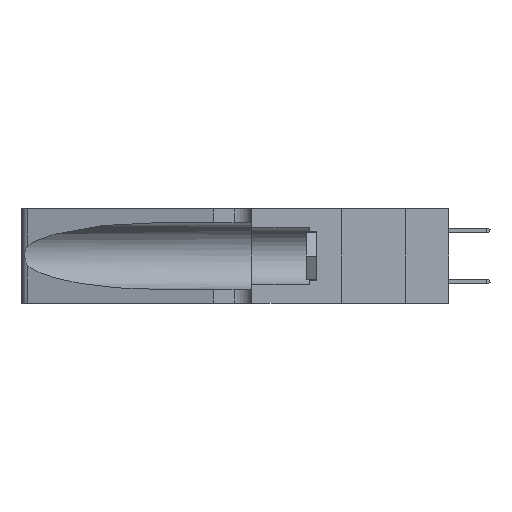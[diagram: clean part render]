
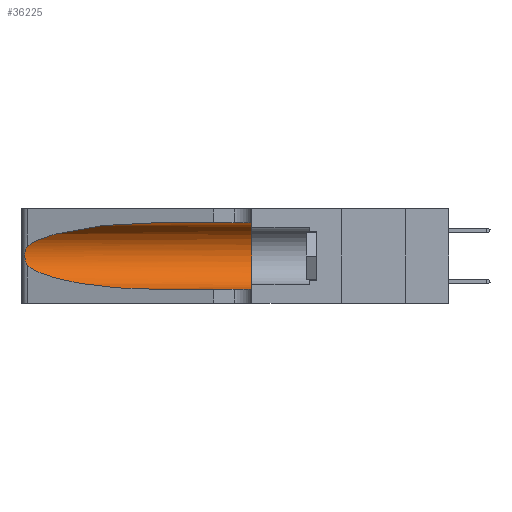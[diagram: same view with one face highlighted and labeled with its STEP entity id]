
A CAD part, left-side view. The second image highlights one B-rep face of the part: STEP entity #36225.
In plain terms, the highlighted cylindrical face has radius 3.308 mm (diameter 6.617 mm), a partial arc.
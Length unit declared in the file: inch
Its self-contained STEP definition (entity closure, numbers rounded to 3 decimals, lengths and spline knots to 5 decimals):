
#191 = DIRECTION ( 'NONE',  ( 0., -1., 0. ) ) ;
#237 =( BOUNDED_CURVE ( )  B_SPLINE_CURVE ( 3, ( #24996, #30797, #13287, #33733 ),
 .UNSPECIFIED., .F., .F. ) 
 B_SPLINE_CURVE_WITH_KNOTS ( ( 4, 4 ),
 ( 1.5708, 2.84003 ),
 .UNSPECIFIED. ) 
 CURVE ( )  GEOMETRIC_REPRESENTATION_ITEM ( )  RATIONAL_B_SPLINE_CURVE ( ( 1., 0.87, 0.87, 1. ) ) 
 REPRESENTATION_ITEM ( '' )  );
#1311 = EDGE_CURVE ( 'NONE', #19245, #4947, #237, .T. ) ;
#1539 = DIRECTION ( 'NONE',  ( 0., 0., 1. ) ) ;
#2085 = CARTESIAN_POINT ( 'NONE',  ( 0.26075, 1.23896, 0.19203 ) ) ;
#3245 = CARTESIAN_POINT ( 'NONE',  ( 0.25487, 1.22718, 0.22369 ) ) ;
#4324 =( BOUNDED_CURVE ( )  B_SPLINE_CURVE ( 3, ( #15259, #26911, #29810, #35639 ),
 .UNSPECIFIED., .F., .F. ) 
 B_SPLINE_CURVE_WITH_KNOTS ( ( 4, 4 ),
 ( 3.44316, 4.71239 ),
 .UNSPECIFIED. ) 
 CURVE ( )  GEOMETRIC_REPRESENTATION_ITEM ( )  RATIONAL_B_SPLINE_CURVE ( ( 1., 0.87, 0.87, 1. ) ) 
 REPRESENTATION_ITEM ( '' )  );
#4947 = VERTEX_POINT ( 'NONE', #3245 ) ;
#4953 = CARTESIAN_POINT ( 'NONE',  ( 0.25555, 1.22994, 0.2215 ) ) ;
#5069 = CARTESIAN_POINT ( 'NONE',  ( 0.1305, 0.72297, 0.31525 ) ) ;
#5086 = CARTESIAN_POINT ( 'NONE',  ( 0.26017, 1.23833, 0.17102 ) ) ;
#5210 = EDGE_CURVE ( 'NONE', #11631, #32137, #21002, .T. ) ;
#5425 = ORIENTED_EDGE ( 'NONE', *, *, #13391, .F. ) ;
#6043 = LINE ( 'NONE', #35352, #36229 ) ;
#6564 = CARTESIAN_POINT ( 'NONE',  ( 0.1305, 1.61858, 0.185 ) ) ;
#8043 = CARTESIAN_POINT ( 'NONE',  ( 0.25789, 1.23486, 0.15765 ) ) ;
#8499 = CARTESIAN_POINT ( 'NONE',  ( 0.1305, 1.61858, 0.31525 ) ) ;
#9267 = EDGE_CURVE ( 'NONE', #37348, #11451, #4324, .T. ) ;
#11020 = CARTESIAN_POINT ( 'NONE',  ( 0.25555, 1.22993, 0.14849 ) ) ;
#11451 = VERTEX_POINT ( 'NONE', #13181 ) ;
#11473 = DIRECTION ( 'NONE',  ( 0., -1., 0. ) ) ;
#11631 = VERTEX_POINT ( 'NONE', #22848 ) ;
#11975 = AXIS2_PLACEMENT_3D ( 'NONE', #6564, #24159, #32788 ) ;
#12654 = EDGE_CURVE ( 'NONE', #4947, #37348, #35512, .T. ) ;
#13181 = CARTESIAN_POINT ( 'NONE',  ( 0.1305, 0.72297, 0.05475 ) ) ;
#13287 = CARTESIAN_POINT ( 'NONE',  ( 0.2373, 1.15595, 0.28018 ) ) ;
#13391 = EDGE_CURVE ( 'NONE', #19245, #11631, #22046, .T. ) ;
#13565 = AXIS2_PLACEMENT_3D ( 'NONE', #36642, #19227, #1539 ) ;
#15259 = CARTESIAN_POINT ( 'NONE',  ( 0.25487, 1.22718, 0.14631 ) ) ;
#15742 = FACE_OUTER_BOUND ( 'NONE', #24093, .T. ) ;
#16814 = CARTESIAN_POINT ( 'NONE',  ( 0.25787, 1.23484, 0.2124 ) ) ;
#18151 = EDGE_CURVE ( 'NONE', #11451, #32137, #6043, .T. ) ;
#19227 = DIRECTION ( 'NONE',  ( 0., 1., 0. ) ) ;
#19245 = VERTEX_POINT ( 'NONE', #5069 ) ;
#19776 = CARTESIAN_POINT ( 'NONE',  ( 0.26018, 1.23835, 0.19895 ) ) ;
#20047 = CARTESIAN_POINT ( 'NONE',  ( 0.1305, 0.35, 0.05475 ) ) ;
#20715 = ORIENTED_EDGE ( 'NONE', *, *, #12654, .T. ) ;
#21002 = CIRCLE ( 'NONE', #13565, 0.13025 ) ;
#21744 = CYLINDRICAL_SURFACE ( 'NONE', #11975, 0.13025 ) ;
#22046 = LINE ( 'NONE', #8499, #36540 ) ;
#22730 = CARTESIAN_POINT ( 'NONE',  ( 0.26075, 1.23896, 0.178 ) ) ;
#22848 = CARTESIAN_POINT ( 'NONE',  ( 0.1305, 0.35, 0.31525 ) ) ;
#24093 = EDGE_LOOP ( 'NONE', ( #30780, #20715, #35902, #28441, #28059, #5425 ) ) ;
#24159 = DIRECTION ( 'NONE',  ( 0., -1., 0. ) ) ;
#24996 = CARTESIAN_POINT ( 'NONE',  ( 0.1305, 0.72297, 0.31525 ) ) ;
#25541 = CARTESIAN_POINT ( 'NONE',  ( 0.25487, 1.22718, 0.22369 ) ) ;
#25660 = CARTESIAN_POINT ( 'NONE',  ( 0.25856, 1.23593, 0.16098 ) ) ;
#26200 = CARTESIAN_POINT ( 'NONE',  ( 0.25487, 1.22718, 0.14631 ) ) ;
#26911 = CARTESIAN_POINT ( 'NONE',  ( 0.2373, 1.15595, 0.08982 ) ) ;
#28059 = ORIENTED_EDGE ( 'NONE', *, *, #5210, .F. ) ;
#28441 = ORIENTED_EDGE ( 'NONE', *, *, #18151, .T. ) ;
#28555 = CARTESIAN_POINT ( 'NONE',  ( 0.25639, 1.23186, 0.15144 ) ) ;
#29810 = CARTESIAN_POINT ( 'NONE',  ( 0.18966, 0.96281, 0.05475 ) ) ;
#30780 = ORIENTED_EDGE ( 'NONE', *, *, #1311, .T. ) ;
#30797 = CARTESIAN_POINT ( 'NONE',  ( 0.18966, 0.96281, 0.31525 ) ) ;
#31468 = CARTESIAN_POINT ( 'NONE',  ( 0.25487, 1.22718, 0.14631 ) ) ;
#32137 = VERTEX_POINT ( 'NONE', #20047 ) ;
#32788 = DIRECTION ( 'NONE',  ( 0., 0., -1. ) ) ;
#33733 = CARTESIAN_POINT ( 'NONE',  ( 0.25487, 1.22718, 0.22369 ) ) ;
#34265 = CARTESIAN_POINT ( 'NONE',  ( 0.25639, 1.23184, 0.21858 ) ) ;
#35352 = CARTESIAN_POINT ( 'NONE',  ( 0.1305, 1.61858, 0.05475 ) ) ;
#35512 = B_SPLINE_CURVE_WITH_KNOTS ( 'NONE', 3,
 ( #25541, #4953, #34265, #16814, #37162, #19776, #2085, #22730, #5086, #25660, #8043, #28555, #11020, #31468 ),
 .UNSPECIFIED., .F., .F.,
 ( 4, 2, 2, 2, 2, 2, 4 ),
 ( 0., 0.00027, 0.00053, 0.00107, 0.0016, 0.00187, 0.00214 ),
 .UNSPECIFIED. ) ;
#35639 = CARTESIAN_POINT ( 'NONE',  ( 0.1305, 0.72297, 0.05475 ) ) ;
#35902 = ORIENTED_EDGE ( 'NONE', *, *, #9267, .T. ) ;
#36225 = ADVANCED_FACE ( 'NONE', ( #15742 ), #21744, .F. ) ;
#36229 = VECTOR ( 'NONE', #191, 39.37008 ) ;
#36540 = VECTOR ( 'NONE', #11473, 39.37008 ) ;
#36642 = CARTESIAN_POINT ( 'NONE',  ( 0.1305, 0.35, 0.185 ) ) ;
#37162 = CARTESIAN_POINT ( 'NONE',  ( 0.25854, 1.2359, 0.20912 ) ) ;
#37348 = VERTEX_POINT ( 'NONE', #26200 ) ;
